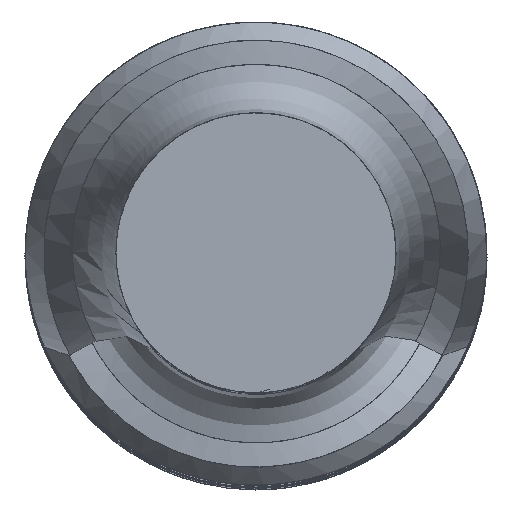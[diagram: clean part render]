
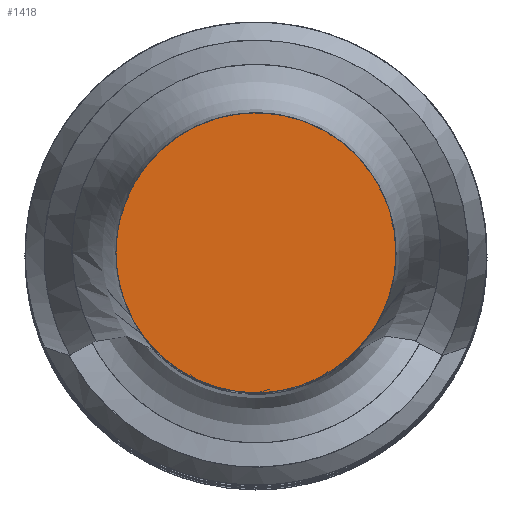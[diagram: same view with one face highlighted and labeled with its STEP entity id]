
A CAD part, top view. The second image highlights one B-rep face of the part: STEP entity #1418.
In plain terms, the highlighted free-form (B-spline) face has degree [1, 1] with [2, 2] control points.
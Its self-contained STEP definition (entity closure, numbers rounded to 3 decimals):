
#1310=CARTESIAN_POINT('',(-23.377,-23.377,300.0));
#1311=CARTESIAN_POINT('',(23.377,-23.377,300.0));
#1312=CARTESIAN_POINT('',(-23.377,23.377,300.0));
#1313=CARTESIAN_POINT('',(23.377,23.377,300.0));
#1314=QUASI_UNIFORM_SURFACE('',1,1,((#1310,#1312),(#1311,#1313)),.UNSPECIFIED.,.F.,.F.,.U.);
#1315=CARTESIAN_POINT('',(23.1,0.0,300.0));
#1316=VERTEX_POINT('',#1315);
#1317=CARTESIAN_POINT('',(23.1,0.0,300.0));
#1318=CARTESIAN_POINT('',(23.073,1.143,300.0));
#1319=CARTESIAN_POINT('',(22.99,2.276,300.0));
#1320=CARTESIAN_POINT('',(22.763,3.954,300.0));
#1321=CARTESIAN_POINT('',(22.413,5.607,300.0));
#1322=CARTESIAN_POINT('',(21.939,7.236,300.0));
#1323=CARTESIAN_POINT('',(21.342,8.84,300.0));
#1324=CARTESIAN_POINT('',(20.879,9.886,300.0));
#1325=CARTESIAN_POINT('',(20.369,10.9,300.0));
#1326=CARTESIAN_POINT('',(19.518,12.364,300.0));
#1327=CARTESIAN_POINT('',(18.561,13.757,300.0));
#1328=CARTESIAN_POINT('',(17.5,15.081,300.0));
#1329=CARTESIAN_POINT('',(16.334,16.334,300.0));
#1330=CARTESIAN_POINT('',(15.506,17.123,300.0));
#1331=CARTESIAN_POINT('',(14.647,17.866,300.0));
#1332=CARTESIAN_POINT('',(13.301,18.892,300.0));
#1333=CARTESIAN_POINT('',(11.884,19.813,300.0));
#1334=CARTESIAN_POINT('',(10.397,20.63,300.0));
#1335=CARTESIAN_POINT('',(8.84,21.342,300.0));
#1336=CARTESIAN_POINT('',(7.773,21.754,300.0));
#1337=CARTESIAN_POINT('',(6.696,22.111,300.0));
#1338=CARTESIAN_POINT('',(5.059,22.544,300.0));
#1339=CARTESIAN_POINT('',(3.397,22.853,300.0));
#1340=CARTESIAN_POINT('',(1.711,23.038,300.0));
#1341=CARTESIAN_POINT('',(0.0,23.1,300.0));
#1342=CARTESIAN_POINT('',(-1.143,23.073,300.0));
#1343=CARTESIAN_POINT('',(-2.276,22.99,300.0));
#1344=CARTESIAN_POINT('',(-3.954,22.763,300.0));
#1345=CARTESIAN_POINT('',(-5.607,22.413,300.0));
#1346=CARTESIAN_POINT('',(-7.236,21.939,300.0));
#1347=CARTESIAN_POINT('',(-8.84,21.342,300.0));
#1348=CARTESIAN_POINT('',(-9.886,20.879,300.0));
#1349=CARTESIAN_POINT('',(-10.9,20.369,300.0));
#1350=CARTESIAN_POINT('',(-12.364,19.518,300.0));
#1351=CARTESIAN_POINT('',(-13.757,18.561,300.0));
#1352=CARTESIAN_POINT('',(-15.081,17.5,300.0));
#1353=CARTESIAN_POINT('',(-16.334,16.334,300.0));
#1354=CARTESIAN_POINT('',(-17.123,15.506,300.0));
#1355=CARTESIAN_POINT('',(-17.866,14.647,300.0));
#1356=CARTESIAN_POINT('',(-18.892,13.301,300.0));
#1357=CARTESIAN_POINT('',(-19.813,11.884,300.0));
#1358=CARTESIAN_POINT('',(-20.63,10.397,300.0));
#1359=CARTESIAN_POINT('',(-21.342,8.84,300.0));
#1360=CARTESIAN_POINT('',(-21.754,7.773,300.0));
#1361=CARTESIAN_POINT('',(-22.111,6.696,300.0));
#1362=CARTESIAN_POINT('',(-22.544,5.059,300.0));
#1363=CARTESIAN_POINT('',(-22.853,3.397,300.0));
#1364=CARTESIAN_POINT('',(-23.038,1.711,300.0));
#1365=CARTESIAN_POINT('',(-23.1,0.,300.0));
#1366=CARTESIAN_POINT('',(-23.073,-1.143,300.0));
#1367=CARTESIAN_POINT('',(-22.99,-2.276,300.0));
#1368=CARTESIAN_POINT('',(-22.763,-3.954,300.0));
#1369=CARTESIAN_POINT('',(-22.413,-5.607,300.0));
#1370=CARTESIAN_POINT('',(-21.939,-7.236,300.0));
#1371=CARTESIAN_POINT('',(-21.342,-8.84,300.0));
#1372=CARTESIAN_POINT('',(-20.879,-9.886,300.0));
#1373=CARTESIAN_POINT('',(-20.369,-10.9,300.0));
#1374=CARTESIAN_POINT('',(-19.518,-12.364,300.0));
#1375=CARTESIAN_POINT('',(-18.561,-13.757,300.0));
#1376=CARTESIAN_POINT('',(-17.5,-15.081,300.0));
#1377=CARTESIAN_POINT('',(-16.334,-16.334,300.0));
#1378=CARTESIAN_POINT('',(-15.506,-17.123,300.0));
#1379=CARTESIAN_POINT('',(-14.647,-17.866,300.0));
#1380=CARTESIAN_POINT('',(-13.301,-18.892,300.0));
#1381=CARTESIAN_POINT('',(-11.884,-19.813,300.0));
#1382=CARTESIAN_POINT('',(-10.397,-20.63,300.0));
#1383=CARTESIAN_POINT('',(-8.84,-21.342,300.0));
#1384=CARTESIAN_POINT('',(-7.773,-21.754,300.0));
#1385=CARTESIAN_POINT('',(-6.696,-22.111,300.0));
#1386=CARTESIAN_POINT('',(-5.059,-22.544,300.0));
#1387=CARTESIAN_POINT('',(-3.397,-22.853,300.0));
#1388=CARTESIAN_POINT('',(-1.711,-23.038,300.0));
#1389=CARTESIAN_POINT('',(0.,-23.1,300.0));
#1390=CARTESIAN_POINT('',(1.143,-23.073,300.0));
#1391=CARTESIAN_POINT('',(2.276,-22.99,300.0));
#1392=CARTESIAN_POINT('',(3.954,-22.763,300.0));
#1393=CARTESIAN_POINT('',(5.607,-22.413,300.0));
#1394=CARTESIAN_POINT('',(7.236,-21.939,300.0));
#1395=CARTESIAN_POINT('',(8.84,-21.342,300.0));
#1396=CARTESIAN_POINT('',(9.886,-20.879,300.0));
#1397=CARTESIAN_POINT('',(10.9,-20.369,300.0));
#1398=CARTESIAN_POINT('',(12.364,-19.518,300.0));
#1399=CARTESIAN_POINT('',(13.757,-18.561,300.0));
#1400=CARTESIAN_POINT('',(15.081,-17.5,300.0));
#1401=CARTESIAN_POINT('',(16.334,-16.334,300.0));
#1402=CARTESIAN_POINT('',(17.123,-15.506,300.0));
#1403=CARTESIAN_POINT('',(17.866,-14.647,300.0));
#1404=CARTESIAN_POINT('',(18.892,-13.301,300.0));
#1405=CARTESIAN_POINT('',(19.813,-11.884,300.0));
#1406=CARTESIAN_POINT('',(20.63,-10.397,300.0));
#1407=CARTESIAN_POINT('',(21.342,-8.84,300.0));
#1408=CARTESIAN_POINT('',(21.754,-7.773,300.0));
#1409=CARTESIAN_POINT('',(22.111,-6.696,300.0));
#1410=CARTESIAN_POINT('',(22.544,-5.059,300.0));
#1411=CARTESIAN_POINT('',(22.853,-3.397,300.0));
#1412=CARTESIAN_POINT('',(23.1,0.0,300.0));
#1413=B_SPLINE_CURVE_WITH_KNOTS('',1,(#1317,#1318,#1319,#1320,#1321,#1322,#1323,#1324,#1325,#1326,#1327,#1328,#1329,#1330,#1331,#1332,#1333,#1334,#1335,#1336,#1337,#1338,#1339,#1340,#1341,#1342,#1343,#1344,#1345,#1346,#1347,#1348,#1349,#1350,#1351,#1352,#1353,#1354,#1355,#1356,#1357,#1358,#1359,#1360,#1361,#1362,#1363,#1364,#1365,#1366,#1367,#1368,#1369,#1370,#1371,#1372,#1373,#1374,#1375,#1376,#1377,#1378,#1379,#1380,#1381,#1382,#1383,#1384,#1385,#1386,#1387,#1388,#1389,#1390,#1391,#1392,#1393,#1394,#1395,#1396,#1397,#1398,#1399,#1400,#1401,#1402,#1403,#1404,#1405,#1406,#1407,#1408,#1409,#1410,#1411,#1412),.UNSPECIFIED.,.T.,.U.,(2,1,1,1,1,1,1,1,1,1,1,1,1,1,1,1,1,1,1,1,1,1,1,1,1,1,1,1,1,1,1,1,1,1,1,1,1,1,1,1,1,1,1,1,1,1,1,1,1,1,1,1,1,1,1,1,1,1,1,1,1,1,1,1,1,1,1,1,1,1,1,1,1,1,1,1,1,1,1,1,1,1,1,1,1,1,1,1,1,1,1,1,1,1,1,2),(0.0,0.008,0.016,0.027,0.039,0.051,0.063,0.07,0.078,0.09,0.102,0.113,0.125,0.133,0.141,0.152,0.164,0.176,0.188,0.195,0.203,0.215,0.227,0.238,0.25,0.258,0.266,0.277,0.289,0.301,0.313,0.32,0.328,0.34,0.352,0.363,0.375,0.383,0.391,0.402,0.414,0.426,0.438,0.445,0.453,0.465,0.477,0.488,0.5,0.508,0.516,0.527,0.539,0.551,0.563,0.57,0.578,0.59,0.602,0.613,0.625,0.633,0.641,0.652,0.664,0.676,0.688,0.695,0.703,0.715,0.727,0.738,0.75,0.758,0.766,0.777,0.789,0.801,0.813,0.82,0.828,0.84,0.852,0.863,0.875,0.883,0.891,0.902,0.914,0.926,0.938,0.945,0.953,0.965,0.977,1.0),.UNSPECIFIED.);
#1414=EDGE_CURVE('',#1316,#1316,#1413,.T.);
#1415=ORIENTED_EDGE('',*,*,#1414,.T.);
#1416=EDGE_LOOP('',(#1415));
#1417=FACE_OUTER_BOUND('',#1416,.T.);
#1418=ADVANCED_FACE('',(#1417),#1314,.T.);
